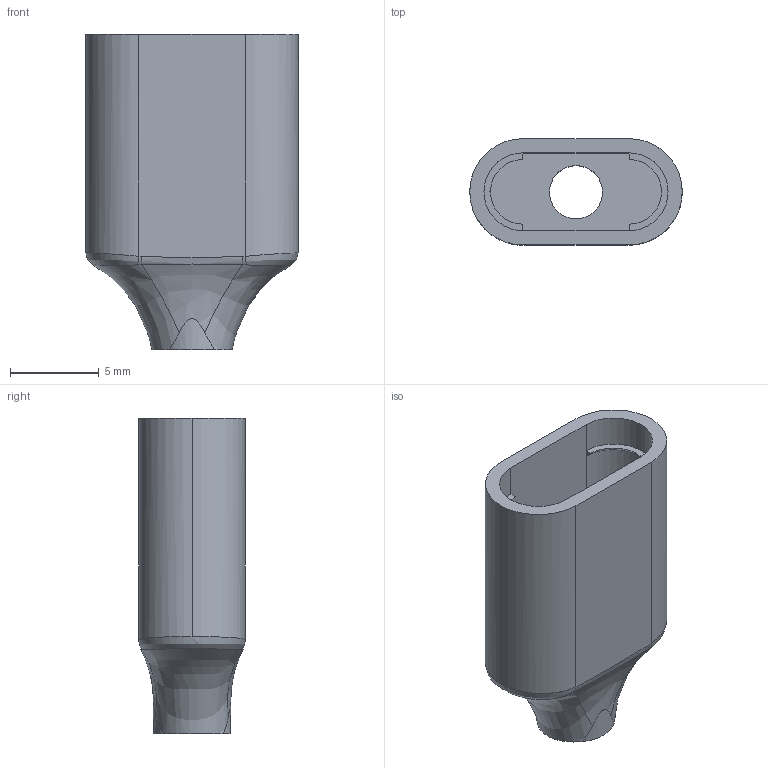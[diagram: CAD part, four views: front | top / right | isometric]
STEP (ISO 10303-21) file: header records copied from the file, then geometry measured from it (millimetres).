
FILE_DESCRIPTION(('HOOPS Exchange Step'),'2;1');
FILE_NAME('temp_export','2025-08-09T12:30:02-04:00',('jscotto'),('Shapr3D Limited'),'HOOPS Exchange 2025.5','Shapr3D','Authorized');
FILE_SCHEMA( ('AP242_MANAGED_MODEL_BASED_3D_ENGINEERING_MIM_LF {1 0 10303 442 1 1 4}') );
Length unit declared in the file: millimetre
Products named in the file (1): Housing (Short)
Bounding box: 12 x 6 x 17.8 mm (x, y, z)
Volume: 423.4 mm3; surface area: 941.7 mm2
Topology: 1 solids, 1 shells, 41 faces, 98 edges, 60 vertices
Faces by surface type: cylinder 13, plane 13, bspline 12, cone 3
Full cylindrical faces by diameter (mm): 3 x1
Entity records: 3992 total; most frequent: CARTESIAN_POINT 3061, ORIENTED_EDGE 196, DIRECTION 170, EDGE_CURVE 98, AXIS2_PLACEMENT_3D 67, VERTEX_POINT 60, EDGE_LOOP 44, FACE_BOUND 44
